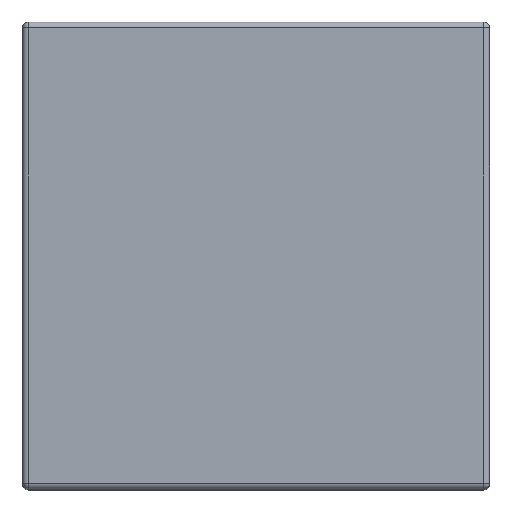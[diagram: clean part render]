
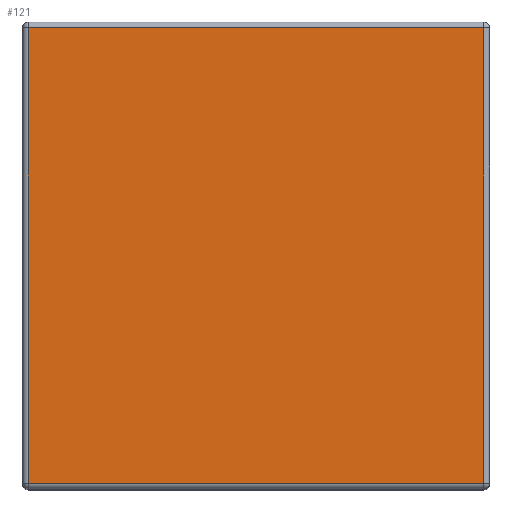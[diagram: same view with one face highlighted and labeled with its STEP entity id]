
A CAD part, top view. The second image highlights one B-rep face of the part: STEP entity #121.
In plain terms, the highlighted planar face has unit normal (0, 0, 1).
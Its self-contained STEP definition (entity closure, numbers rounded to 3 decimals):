
#1 = DIRECTION ( 'NONE',  ( 1., 0., 0. ) ) ;
#2 = AXIS2_PLACEMENT_3D ( 'NONE', #505, #8, #590 ) ;
#5 = PLANE ( 'NONE',  #2 ) ;
#8 = DIRECTION ( 'NONE',  ( 0., 0., -1. ) ) ;
#20 = EDGE_CURVE ( 'NONE', #520, #109, #279, .T. ) ;
#27 = LINE ( 'NONE', #632, #644 ) ;
#87 = VERTEX_POINT ( 'NONE', #479 ) ;
#98 = CARTESIAN_POINT ( 'NONE',  ( 1., 79., 0. ) ) ;
#109 = VERTEX_POINT ( 'NONE', #98 ) ;
#118 = CARTESIAN_POINT ( 'NONE',  ( 79., 79., 0. ) ) ;
#121 = ADVANCED_FACE ( 'NONE', ( #148 ), #5, .F. ) ;
#148 = FACE_OUTER_BOUND ( 'NONE', #188, .T. ) ;
#174 = DIRECTION ( 'NONE',  ( 0., 1., 0. ) ) ;
#181 = EDGE_CURVE ( 'NONE', #87, #372, #287, .T. ) ;
#188 = EDGE_LOOP ( 'NONE', ( #246, #417, #448, #620 ) ) ;
#203 = CARTESIAN_POINT ( 'NONE',  ( 0., 1., 0. ) ) ;
#232 = EDGE_CURVE ( 'NONE', #109, #87, #604, .T. ) ;
#246 = ORIENTED_EDGE ( 'NONE', *, *, #181, .T. ) ;
#279 = LINE ( 'NONE', #436, #562 ) ;
#287 = LINE ( 'NONE', #203, #308 ) ;
#308 = VECTOR ( 'NONE', #1, 1000. ) ;
#350 = CARTESIAN_POINT ( 'NONE',  ( 1., 0., 0. ) ) ;
#372 = VERTEX_POINT ( 'NONE', #402 ) ;
#402 = CARTESIAN_POINT ( 'NONE',  ( 79., 1., 0. ) ) ;
#417 = ORIENTED_EDGE ( 'NONE', *, *, #592, .T. ) ;
#436 = CARTESIAN_POINT ( 'NONE',  ( 0., 79., 0. ) ) ;
#448 = ORIENTED_EDGE ( 'NONE', *, *, #20, .T. ) ;
#479 = CARTESIAN_POINT ( 'NONE',  ( 1., 1., 0. ) ) ;
#483 = DIRECTION ( 'NONE',  ( -1., 0., 0. ) ) ;
#505 = CARTESIAN_POINT ( 'NONE',  ( 0., 80., 0. ) ) ;
#520 = VERTEX_POINT ( 'NONE', #118 ) ;
#556 = DIRECTION ( 'NONE',  ( 0., -1., 0. ) ) ;
#562 = VECTOR ( 'NONE', #483, 1000. ) ;
#590 = DIRECTION ( 'NONE',  ( -1., 0., 0. ) ) ;
#592 = EDGE_CURVE ( 'NONE', #372, #520, #27, .T. ) ;
#604 = LINE ( 'NONE', #350, #637 ) ;
#620 = ORIENTED_EDGE ( 'NONE', *, *, #232, .T. ) ;
#632 = CARTESIAN_POINT ( 'NONE',  ( 79., 80., 0. ) ) ;
#637 = VECTOR ( 'NONE', #556, 1000. ) ;
#644 = VECTOR ( 'NONE', #174, 1000. ) ;
